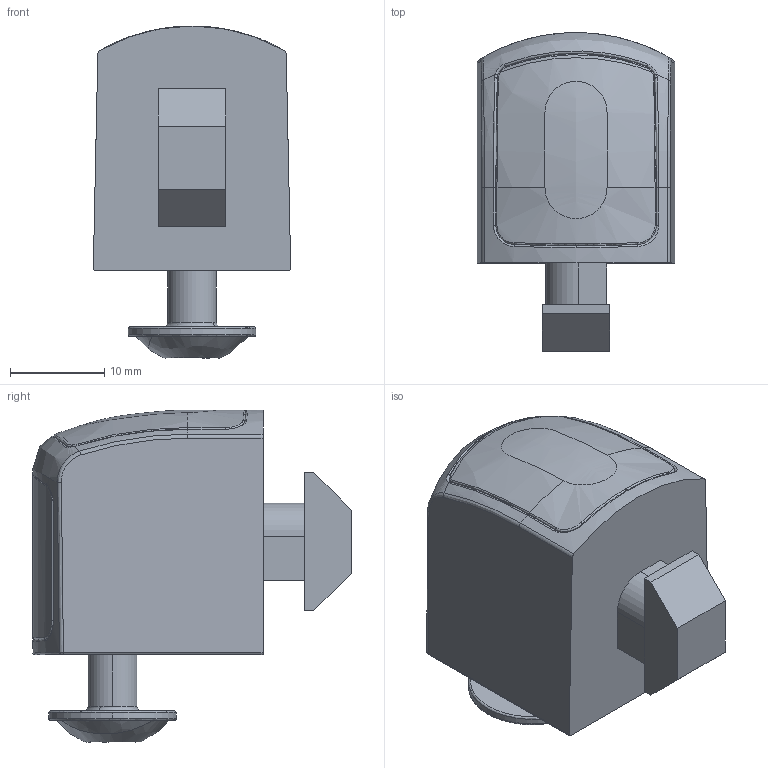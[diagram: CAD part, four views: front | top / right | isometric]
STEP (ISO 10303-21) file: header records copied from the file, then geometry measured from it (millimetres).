
FILE_DESCRIPTION (( 'STEP AP214' ), '1' );
FILE_NAME ('094620CSS02.STEP', '2015-02-09T13:40:54', ( 'Not-Admin' ), ( 'Hewlett-Packard Company' ), 'SwSTEP 2.0', 'SolidWorks 2014', '' );
FILE_SCHEMA (( 'AUTOMOTIVE_DESIGN' ));
Length unit declared in the file: millimetre
Products named in the file (1): 094620CSS02
Bounding box: 20.99 x 33.9 x 35.3 mm (x, y, z)
Volume: 8767.5 mm3; surface area: 8731.4 mm2
Topology: 6 solids, 6 shells, 577 faces, 1398 edges, 827 vertices
Faces by surface type: bspline 239, cylinder 155, plane 144, cone 39
Entity records: 31521 total; most frequent: CARTESIAN_POINT 13357, ORIENTED_EDGE 2760, DIRECTION 2019, EDGE_CURVE 1380, VERTEX_POINT 827, AXIS2_PLACEMENT_3D 753, EDGE_LOOP 597, UNCERTAINTY_MEASURE_WITH_UNIT 585
